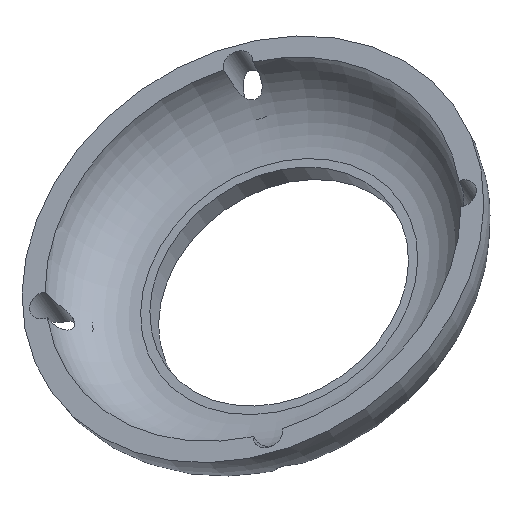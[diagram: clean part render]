
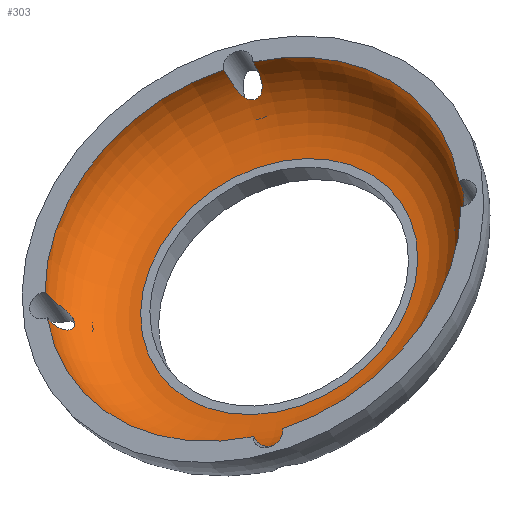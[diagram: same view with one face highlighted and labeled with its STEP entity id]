
A CAD part, isometric view. The second image highlights one B-rep face of the part: STEP entity #303.
In plain terms, the highlighted toroidal (fillet/blend) face has major radius 15 mm and minor radius 7.5 mm.
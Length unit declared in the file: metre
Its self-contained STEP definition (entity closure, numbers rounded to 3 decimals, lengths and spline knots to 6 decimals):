
#12=TOROIDAL_SURFACE('',#363,0.015,0.0075);
#19=B_SPLINE_CURVE_WITH_KNOTS('',3,(#574,#575,#576,#577,#578,#579,#580,
#581,#582,#583,#584,#585,#586,#587,#588),.UNSPECIFIED.,.F.,.F.,(4,1,1,1,
1,1,1,1,1,1,1,1,4),(0.,0.001343,0.002685,
0.003357,0.004028,0.004699,0.005371,
0.006042,0.006713,0.007385,0.008056,
0.009399,0.010741),.UNSPECIFIED.);
#21=B_SPLINE_CURVE_WITH_KNOTS('',3,(#606,#607,#608,#609,#610,#611,#612,
#613,#614,#615,#616,#617,#618,#619,#620),.UNSPECIFIED.,.F.,.F.,(4,1,1,1,
1,1,1,1,1,1,1,1,4),(0.,0.001343,0.002685,
0.003357,0.004028,0.004699,0.005371,
0.006042,0.006713,0.007385,0.008056,
0.009399,0.010741),.UNSPECIFIED.);
#23=B_SPLINE_CURVE_WITH_KNOTS('',3,(#638,#639,#640,#641,#642,#643,#644,
#645,#646,#647,#648,#649,#650,#651,#652),.UNSPECIFIED.,.F.,.F.,(4,1,1,1,
1,1,1,1,1,1,1,1,4),(0.,0.001343,0.002685,
0.003357,0.004028,0.004699,0.005371,
0.006042,0.006713,0.007385,0.008056,
0.009399,0.010741),.UNSPECIFIED.);
#25=B_SPLINE_CURVE_WITH_KNOTS('',3,(#670,#671,#672,#673,#674,#675,#676,
#677,#678,#679,#680,#681,#682,#683,#684),.UNSPECIFIED.,.F.,.F.,(4,1,1,1,
1,1,1,1,1,1,1,1,4),(0.,0.001343,0.002685,
0.003357,0.004028,0.004699,0.005371,
0.006042,0.006713,0.007385,0.008056,
0.009399,0.010741),.UNSPECIFIED.);
#88=ORIENTED_EDGE('',*,*,#138,.T.);
#89=ORIENTED_EDGE('',*,*,#153,.T.);
#90=ORIENTED_EDGE('',*,*,#147,.T.);
#91=ORIENTED_EDGE('',*,*,#152,.T.);
#92=ORIENTED_EDGE('',*,*,#144,.T.);
#93=ORIENTED_EDGE('',*,*,#151,.T.);
#94=ORIENTED_EDGE('',*,*,#141,.T.);
#95=ORIENTED_EDGE('',*,*,#154,.T.);
#96=ORIENTED_EDGE('',*,*,#150,.T.);
#138=EDGE_CURVE('',#175,#175,#204,.F.);
#141=EDGE_CURVE('',#177,#176,#19,.T.);
#144=EDGE_CURVE('',#179,#178,#21,.T.);
#147=EDGE_CURVE('',#181,#180,#23,.T.);
#150=EDGE_CURVE('',#183,#182,#25,.T.);
#151=EDGE_CURVE('',#178,#177,#209,.F.);
#152=EDGE_CURVE('',#180,#179,#210,.F.);
#153=EDGE_CURVE('',#182,#181,#211,.F.);
#154=EDGE_CURVE('',#176,#183,#212,.F.);
#175=VERTEX_POINT('',#556);
#176=VERTEX_POINT('',#572);
#177=VERTEX_POINT('',#573);
#178=VERTEX_POINT('',#604);
#179=VERTEX_POINT('',#605);
#180=VERTEX_POINT('',#636);
#181=VERTEX_POINT('',#637);
#182=VERTEX_POINT('',#668);
#183=VERTEX_POINT('',#669);
#204=CIRCLE('',#348,0.015);
#209=CIRCLE('',#358,0.0225);
#210=CIRCLE('',#359,0.0225);
#211=CIRCLE('',#360,0.0225);
#212=CIRCLE('',#361,0.0225);
#238=EDGE_LOOP('',(#88));
#239=EDGE_LOOP('',(#89,#90,#91,#92,#93,#94,#95,#96));
#270=FACE_BOUND('',#238,.T.);
#271=FACE_BOUND('',#239,.T.);
#303=ADVANCED_FACE('',(#270,#271),#12,.F.);
#348=AXIS2_PLACEMENT_3D('',#555,#427,#428);
#358=AXIS2_PLACEMENT_3D('',#686,#447,#448);
#359=AXIS2_PLACEMENT_3D('',#687,#449,#450);
#360=AXIS2_PLACEMENT_3D('',#688,#451,#452);
#361=AXIS2_PLACEMENT_3D('',#689,#453,#454);
#363=AXIS2_PLACEMENT_3D('',#692,#457,#458);
#427=DIRECTION('',(-0.5,0.,0.866));
#428=DIRECTION('',(0.866,0.,0.5));
#447=DIRECTION('',(0.5,0.,-0.866));
#448=DIRECTION('',(-0.866,0.,-0.5));
#449=DIRECTION('',(0.5,0.,-0.866));
#450=DIRECTION('',(-0.866,0.,-0.5));
#451=DIRECTION('',(0.5,0.,-0.866));
#452=DIRECTION('',(-0.866,0.,-0.5));
#453=DIRECTION('',(0.5,0.,-0.866));
#454=DIRECTION('',(-0.866,0.,-0.5));
#457=DIRECTION('',(-0.5,0.,0.866));
#458=DIRECTION('',(0.866,0.,0.5));
#555=CARTESIAN_POINT('',(0.09075,0.,0.002165));
#556=CARTESIAN_POINT('',(0.10374,0.,0.009665));
#572=CARTESIAN_POINT('',(0.072283,0.014746,0.000163));
#573=CARTESIAN_POINT('',(0.074229,0.016994,0.001287));
#574=CARTESIAN_POINT('',(0.074229,0.016994,0.001287));
#575=CARTESIAN_POINT('',(0.074456,0.016994,0.000894));
#576=CARTESIAN_POINT('',(0.074947,0.016933,0.000148));
#577=CARTESIAN_POINT('',(0.075635,0.016673,-0.000718));
#578=CARTESIAN_POINT('',(0.076143,0.016306,-0.00137));
#579=CARTESIAN_POINT('',(0.076458,0.015926,-0.001848));
#580=CARTESIAN_POINT('',(0.076625,0.01543,-0.0023));
#581=CARTESIAN_POINT('',(0.076433,0.014838,-0.002683));
#582=CARTESIAN_POINT('',(0.075809,0.01447,-0.002784));
#583=CARTESIAN_POINT('',(0.075136,0.014383,-0.002624));
#584=CARTESIAN_POINT('',(0.074523,0.014416,-0.002324));
#585=CARTESIAN_POINT('',(0.073787,0.01453,-0.001796));
#586=CARTESIAN_POINT('',(0.07302,0.014692,-0.000986));
#587=CARTESIAN_POINT('',(0.07251,0.014746,-0.00023));
#588=CARTESIAN_POINT('',(0.072283,0.014746,0.000163));
#604=CARTESIAN_POINT('',(0.099771,0.016994,0.016033));
#605=CARTESIAN_POINT('',(0.101717,0.014746,0.017157));
#606=CARTESIAN_POINT('',(0.101717,0.014746,0.017157));
#607=CARTESIAN_POINT('',(0.101944,0.014746,0.016764));
#608=CARTESIAN_POINT('',(0.102337,0.014694,0.015961));
#609=CARTESIAN_POINT('',(0.102659,0.014531,0.014884));
#610=CARTESIAN_POINT('',(0.102751,0.014418,0.013992));
#611=CARTESIAN_POINT('',(0.102707,0.014383,0.013307));
#612=CARTESIAN_POINT('',(0.102515,0.014465,0.012648));
#613=CARTESIAN_POINT('',(0.10212,0.014823,0.012148));
#614=CARTESIAN_POINT('',(0.101689,0.015414,0.012158));
#615=CARTESIAN_POINT('',(0.101377,0.015917,0.012526));
#616=CARTESIAN_POINT('',(0.101122,0.016298,0.013033));
#617=CARTESIAN_POINT('',(0.100807,0.016671,0.013805));
#618=CARTESIAN_POINT('',(0.100406,0.01693,0.014825));
#619=CARTESIAN_POINT('',(0.099998,0.016994,0.01564));
#620=CARTESIAN_POINT('',(0.099771,0.016994,0.016033));
#636=CARTESIAN_POINT('',(0.101717,-0.014746,0.017157));
#637=CARTESIAN_POINT('',(0.099771,-0.016994,0.016033));
#638=CARTESIAN_POINT('',(0.099771,-0.016994,0.016033));
#639=CARTESIAN_POINT('',(0.099998,-0.016994,0.01564));
#640=CARTESIAN_POINT('',(0.100398,-0.016933,0.014842));
#641=CARTESIAN_POINT('',(0.100804,-0.016673,0.013813));
#642=CARTESIAN_POINT('',(0.101115,-0.016306,0.013048));
#643=CARTESIAN_POINT('',(0.101371,-0.015926,0.012535));
#644=CARTESIAN_POINT('',(0.101679,-0.01543,0.012166));
#645=CARTESIAN_POINT('',(0.102107,-0.014838,0.01214));
#646=CARTESIAN_POINT('',(0.102507,-0.01447,0.01263));
#647=CARTESIAN_POINT('',(0.102704,-0.014383,0.013293));
#648=CARTESIAN_POINT('',(0.102751,-0.014416,0.013974));
#649=CARTESIAN_POINT('',(0.102662,-0.01453,0.014875));
#650=CARTESIAN_POINT('',(0.102344,-0.014692,0.015944));
#651=CARTESIAN_POINT('',(0.101945,-0.014746,0.016764));
#652=CARTESIAN_POINT('',(0.101717,-0.014746,0.017157));
#668=CARTESIAN_POINT('',(0.074229,-0.016994,0.001287));
#669=CARTESIAN_POINT('',(0.072283,-0.014746,0.000163));
#670=CARTESIAN_POINT('',(0.072283,-0.014746,0.000163));
#671=CARTESIAN_POINT('',(0.07251,-0.014746,-0.00023));
#672=CARTESIAN_POINT('',(0.073009,-0.014694,-0.000971));
#673=CARTESIAN_POINT('',(0.07378,-0.014531,-0.001789));
#674=CARTESIAN_POINT('',(0.074507,-0.014418,-0.002314));
#675=CARTESIAN_POINT('',(0.075123,-0.014383,-0.002619));
#676=CARTESIAN_POINT('',(0.075789,-0.014465,-0.002782));
#677=CARTESIAN_POINT('',(0.07642,-0.014823,-0.00269));
#678=CARTESIAN_POINT('',(0.076626,-0.015414,-0.002312));
#679=CARTESIAN_POINT('',(0.076464,-0.015917,-0.001857));
#680=CARTESIAN_POINT('',(0.076152,-0.016298,-0.001383));
#681=CARTESIAN_POINT('',(0.075641,-0.016671,-0.000725));
#682=CARTESIAN_POINT('',(0.074958,-0.01693,0.000133));
#683=CARTESIAN_POINT('',(0.074457,-0.016994,0.000894));
#684=CARTESIAN_POINT('',(0.074229,-0.016994,0.001287));
#686=CARTESIAN_POINT('',(0.087,0.,0.00866));
#687=CARTESIAN_POINT('',(0.087,0.,0.00866));
#688=CARTESIAN_POINT('',(0.087,0.,0.00866));
#689=CARTESIAN_POINT('',(0.087,0.,0.00866));
#692=CARTESIAN_POINT('',(0.087,0.,0.00866));
